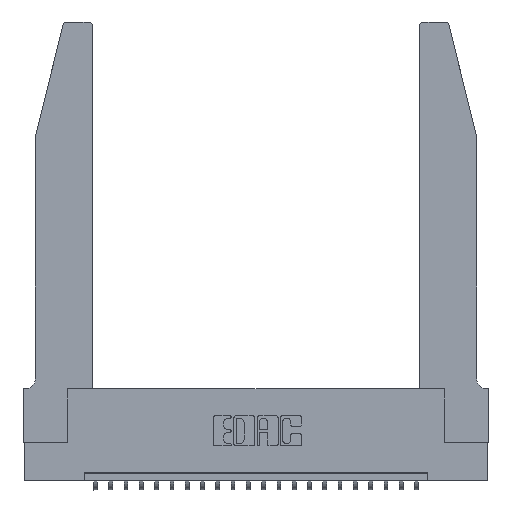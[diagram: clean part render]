
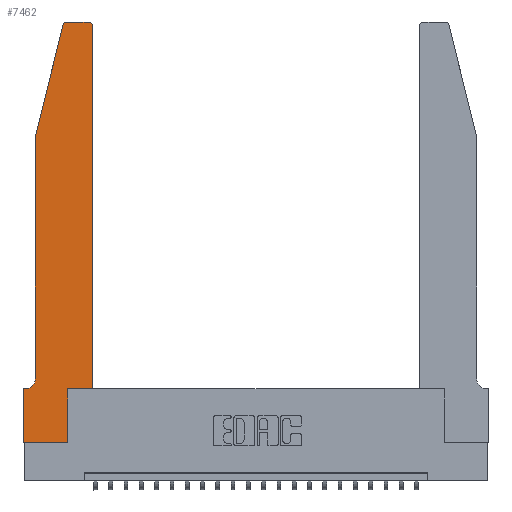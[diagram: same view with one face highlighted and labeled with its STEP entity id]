
A CAD part, top view. The second image highlights one B-rep face of the part: STEP entity #7462.
In plain terms, the highlighted planar face has unit normal (0, 0, 1).
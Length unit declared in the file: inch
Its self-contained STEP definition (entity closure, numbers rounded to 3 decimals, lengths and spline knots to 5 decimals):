
#503 = EDGE_CURVE ( 'NONE', #10983, #18346, #18401, .T. ) ;
#588 = VECTOR ( 'NONE', #13174, 39.37008 ) ;
#632 = CARTESIAN_POINT ( 'NONE',  ( 0., 0., 0.37 ) ) ;
#756 = CARTESIAN_POINT ( 'NONE',  ( 0.284, 2.72, 0.37 ) ) ;
#1306 = EDGE_CURVE ( 'NONE', #3030, #22118, #1515, .T. ) ;
#1483 = CARTESIAN_POINT ( 'NONE',  ( 0.4505, 2.72, 0.37 ) ) ;
#1508 = CARTESIAN_POINT ( 'NONE',  ( 0.4205, 2.75, 0.37 ) ) ;
#1515 = LINE ( 'NONE', #19352, #12874 ) ;
#2015 = DIRECTION ( 'NONE',  ( -0.239, -0.971, 0. ) ) ;
#2193 = VECTOR ( 'NONE', #11516, 39.37008 ) ;
#2386 = ORIENTED_EDGE ( 'NONE', *, *, #4187, .T. ) ;
#2722 = AXIS2_PLACEMENT_3D ( 'NONE', #5302, #16254, #5378 ) ;
#2885 = EDGE_CURVE ( 'NONE', #11038, #6826, #8646, .T. ) ;
#2973 = AXIS2_PLACEMENT_3D ( 'NONE', #10458, #21614, #17932 ) ;
#3030 = VERTEX_POINT ( 'NONE', #9187 ) ;
#3196 = LINE ( 'NONE', #7714, #22469 ) ;
#3201 = ORIENTED_EDGE ( 'NONE', *, *, #5773, .T. ) ;
#3959 = CIRCLE ( 'NONE', #2722, 0.03 ) ;
#4055 = DIRECTION ( 'NONE',  ( 0., 1., 0. ) ) ;
#4131 = LINE ( 'NONE', #14359, #17257 ) ;
#4187 = EDGE_CURVE ( 'NONE', #23135, #11038, #3959, .T. ) ;
#4271 = DIRECTION ( 'NONE',  ( 1., 0., 0. ) ) ;
#4435 = CARTESIAN_POINT ( 'NONE',  ( 0., 0.35, 0.37 ) ) ;
#4482 = CARTESIAN_POINT ( 'NONE',  ( 0.0755, 0.42, 0.37 ) ) ;
#4611 = LINE ( 'NONE', #5159, #588 ) ;
#4754 = ORIENTED_EDGE ( 'NONE', *, *, #1306, .T. ) ;
#5159 = CARTESIAN_POINT ( 'NONE',  ( 0., 0., 0.37 ) ) ;
#5302 = CARTESIAN_POINT ( 'NONE',  ( 0.4205, 2.72, 0.37 ) ) ;
#5378 = DIRECTION ( 'NONE',  ( 1., 0., 0. ) ) ;
#5773 = EDGE_CURVE ( 'NONE', #22118, #23135, #4131, .T. ) ;
#6359 = CARTESIAN_POINT ( 'NONE',  ( 0.0055, 0.35, 0.37 ) ) ;
#6648 = AXIS2_PLACEMENT_3D ( 'NONE', #4435, #13588, #4271 ) ;
#6826 = VERTEX_POINT ( 'NONE', #15008 ) ;
#6993 = LINE ( 'NONE', #20924, #18704 ) ;
#7109 = DIRECTION ( 'NONE',  ( 1., 0., 0. ) ) ;
#7127 = LINE ( 'NONE', #15400, #2193 ) ;
#7462 = ADVANCED_FACE ( 'NONE', ( #15436 ), #21990, .T. ) ;
#7714 = CARTESIAN_POINT ( 'NONE',  ( 0.0755, 2., 0.37 ) ) ;
#7883 = ORIENTED_EDGE ( 'NONE', *, *, #8086, .T. ) ;
#8047 = VECTOR ( 'NONE', #4055, 39.37008 ) ;
#8086 = EDGE_CURVE ( 'NONE', #16213, #3030, #22974, .T. ) ;
#8294 = EDGE_CURVE ( 'NONE', #6826, #23957, #21207, .T. ) ;
#8318 = DIRECTION ( 'NONE',  ( 0., 0., 1. ) ) ;
#8646 = LINE ( 'NONE', #23597, #21851 ) ;
#8720 = DIRECTION ( 'NONE',  ( -1., 0., 0. ) ) ;
#9187 = CARTESIAN_POINT ( 'NONE',  ( 0.2865, 0.35, 0.37 ) ) ;
#9895 = EDGE_CURVE ( 'NONE', #11310, #10983, #21459, .T. ) ;
#9917 = AXIS2_PLACEMENT_3D ( 'NONE', #756, #8318, #19536 ) ;
#10190 = VECTOR ( 'NONE', #24010, 39.37008 ) ;
#10291 = EDGE_CURVE ( 'NONE', #11549, #16213, #7127, .T. ) ;
#10354 = ORIENTED_EDGE ( 'NONE', *, *, #9895, .T. ) ;
#10445 = ORIENTED_EDGE ( 'NONE', *, *, #8294, .T. ) ;
#10458 = CARTESIAN_POINT ( 'NONE',  ( 0.0055, 0.42, 0.37 ) ) ;
#10983 = VERTEX_POINT ( 'NONE', #6359 ) ;
#11038 = VERTEX_POINT ( 'NONE', #1508 ) ;
#11310 = VERTEX_POINT ( 'NONE', #4482 ) ;
#11516 = DIRECTION ( 'NONE',  ( 1., 0., 0. ) ) ;
#11549 = VERTEX_POINT ( 'NONE', #632 ) ;
#12874 = VECTOR ( 'NONE', #7109, 39.37008 ) ;
#13174 = DIRECTION ( 'NONE',  ( 0., -1., 0. ) ) ;
#13203 = CARTESIAN_POINT ( 'NONE',  ( 0.0755, 2., 0.37 ) ) ;
#13588 = DIRECTION ( 'NONE',  ( 0., 0., 1. ) ) ;
#14058 = ORIENTED_EDGE ( 'NONE', *, *, #18565, .T. ) ;
#14359 = CARTESIAN_POINT ( 'NONE',  ( 0.4505, 0.35, 0.37 ) ) ;
#15008 = CARTESIAN_POINT ( 'NONE',  ( 0.284, 2.75, 0.37 ) ) ;
#15037 = VERTEX_POINT ( 'NONE', #13203 ) ;
#15400 = CARTESIAN_POINT ( 'NONE',  ( 0., 0., 0.37 ) ) ;
#15436 = FACE_OUTER_BOUND ( 'NONE', #18355, .T. ) ;
#15537 = ORIENTED_EDGE ( 'NONE', *, *, #17099, .T. ) ;
#16016 = CARTESIAN_POINT ( 'NONE',  ( 0.2865, 0., 0.37 ) ) ;
#16079 = DIRECTION ( 'NONE',  ( 0., 1., 0. ) ) ;
#16213 = VERTEX_POINT ( 'NONE', #16016 ) ;
#16254 = DIRECTION ( 'NONE',  ( 0., 0., 1. ) ) ;
#17099 = EDGE_CURVE ( 'NONE', #18346, #11549, #4611, .T. ) ;
#17199 = DIRECTION ( 'NONE',  ( 0., -1., 0. ) ) ;
#17257 = VECTOR ( 'NONE', #16079, 39.37008 ) ;
#17932 = DIRECTION ( 'NONE',  ( -1., 0., 0. ) ) ;
#18014 = ORIENTED_EDGE ( 'NONE', *, *, #10291, .T. ) ;
#18346 = VERTEX_POINT ( 'NONE', #19299 ) ;
#18355 = EDGE_LOOP ( 'NONE', ( #18809, #10445, #14058, #20179, #10354, #21331, #15537, #18014, #7883, #4754, #3201, #2386 ) ) ;
#18398 = CARTESIAN_POINT ( 'NONE',  ( 0.4505, 0.35, 0.37 ) ) ;
#18401 = LINE ( 'NONE', #23525, #10190 ) ;
#18565 = EDGE_CURVE ( 'NONE', #23957, #15037, #6993, .T. ) ;
#18704 = VECTOR ( 'NONE', #2015, 39.37008 ) ;
#18809 = ORIENTED_EDGE ( 'NONE', *, *, #2885, .T. ) ;
#19106 = EDGE_CURVE ( 'NONE', #15037, #11310, #3196, .T. ) ;
#19140 = CARTESIAN_POINT ( 'NONE',  ( 0.2865, 0.35, 0.37 ) ) ;
#19299 = CARTESIAN_POINT ( 'NONE',  ( 0., 0.35, 0.37 ) ) ;
#19352 = CARTESIAN_POINT ( 'NONE',  ( 0.4505, 0.35, 0.37 ) ) ;
#19536 = DIRECTION ( 'NONE',  ( 1., 0., 0. ) ) ;
#20179 = ORIENTED_EDGE ( 'NONE', *, *, #19106, .T. ) ;
#20924 = CARTESIAN_POINT ( 'NONE',  ( 0.0755, 2., 0.37 ) ) ;
#21207 = CIRCLE ( 'NONE', #9917, 0.03 ) ;
#21331 = ORIENTED_EDGE ( 'NONE', *, *, #503, .T. ) ;
#21459 = CIRCLE ( 'NONE', #2973, 0.07 ) ;
#21614 = DIRECTION ( 'NONE',  ( 0., 0., -1. ) ) ;
#21851 = VECTOR ( 'NONE', #8720, 39.37008 ) ;
#21969 = CARTESIAN_POINT ( 'NONE',  ( 0.25487, 2.72718, 0.37 ) ) ;
#21990 = PLANE ( 'NONE',  #6648 ) ;
#22118 = VERTEX_POINT ( 'NONE', #18398 ) ;
#22469 = VECTOR ( 'NONE', #17199, 39.37008 ) ;
#22974 = LINE ( 'NONE', #19140, #8047 ) ;
#23135 = VERTEX_POINT ( 'NONE', #1483 ) ;
#23525 = CARTESIAN_POINT ( 'NONE',  ( 0.0755, 0.35, 0.37 ) ) ;
#23597 = CARTESIAN_POINT ( 'NONE',  ( 0.2605, 2.75, 0.37 ) ) ;
#23957 = VERTEX_POINT ( 'NONE', #21969 ) ;
#24010 = DIRECTION ( 'NONE',  ( -1., 0., 0. ) ) ;
